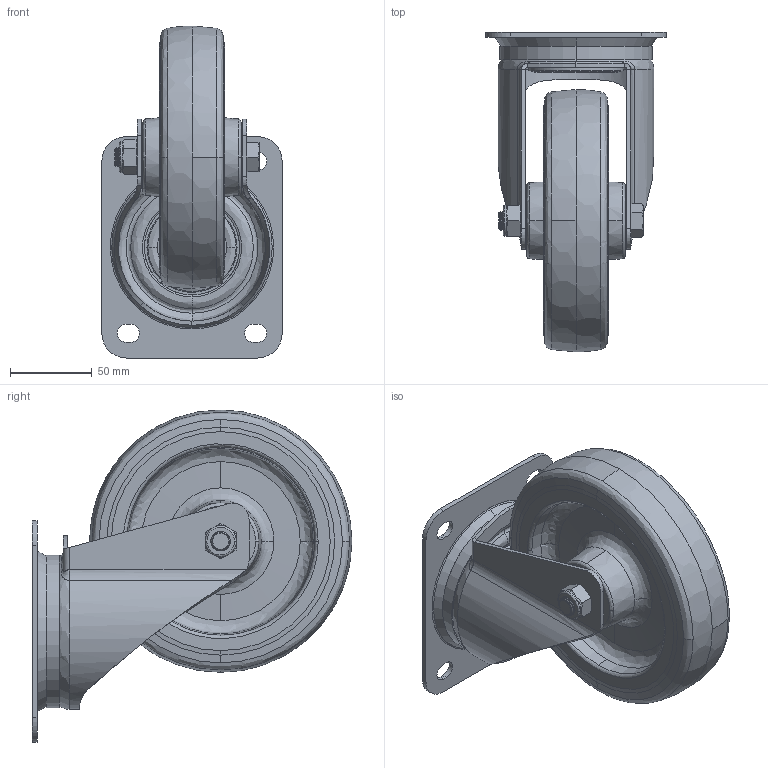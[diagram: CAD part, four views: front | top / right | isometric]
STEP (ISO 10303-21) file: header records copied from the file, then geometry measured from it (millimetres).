
FILE_DESCRIPTION (( 'STEP AP214' ), '1' );
FILE_NAME ('0056747.step', '2024-04-11T10:16:50', ( '' ), ( '' ), 'SwSTEP 2.0', 'SolidWorks 2020', '' );
FILE_SCHEMA (( 'AUTOMOTIVE_DESIGN' ));
Length unit declared in the file: millimetre
Products named in the file (1): 0056747
Bounding box: 110 x 194.98 x 202.48 mm (x, y, z)
Volume: 720056.2 mm3; surface area: 149284.7 mm2
Topology: 1 solids, 3 shells, 318 faces, 811 edges, 512 vertices
Faces by surface type: bspline 126, cylinder 70, plane 62, cone 56, torus 4
Entity records: 39073 total; most frequent: CARTESIAN_POINT 31692, ORIENTED_EDGE 1614, DIRECTION 1134, EDGE_CURVE 807, VERTEX_POINT 510, AXIS2_PLACEMENT_3D 473, EDGE_LOOP 345, B_SPLINE_CURVE_WITH_KNOTS 317
